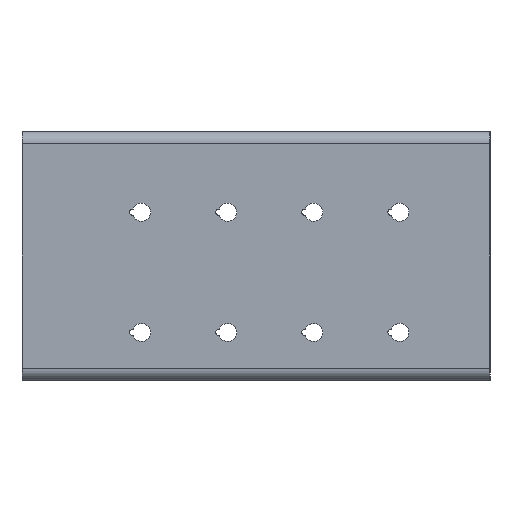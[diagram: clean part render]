
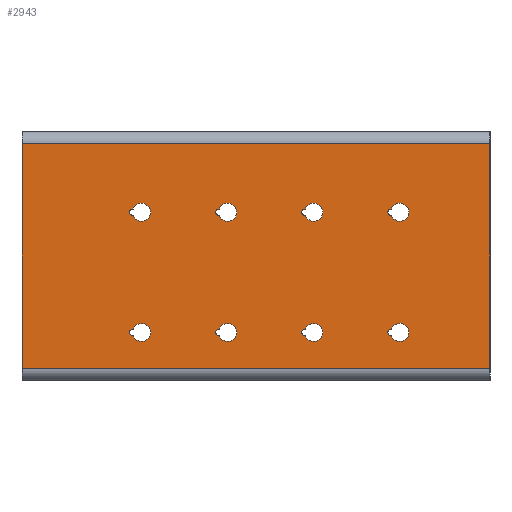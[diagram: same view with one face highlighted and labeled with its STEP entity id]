
A CAD part, left-side view. The second image highlights one B-rep face of the part: STEP entity #2943.
In plain terms, the highlighted planar face has unit normal (-1, 0, 0).
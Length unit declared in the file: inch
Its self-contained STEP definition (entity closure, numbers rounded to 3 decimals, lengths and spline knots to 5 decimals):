
#41=FACE_BOUND('',#344,.T.);
#42=FACE_BOUND('',#345,.T.);
#43=FACE_BOUND('',#346,.T.);
#44=FACE_BOUND('',#347,.T.);
#45=FACE_BOUND('',#348,.T.);
#46=FACE_BOUND('',#349,.T.);
#47=FACE_BOUND('',#350,.T.);
#48=FACE_BOUND('',#351,.T.);
#101=PLANE('',#3172);
#165=FACE_OUTER_BOUND('',#343,.T.);
#343=EDGE_LOOP('',(#2062,#2063,#2064,#2065));
#344=EDGE_LOOP('',(#2066,#2067));
#345=EDGE_LOOP('',(#2068,#2069));
#346=EDGE_LOOP('',(#2070,#2071));
#347=EDGE_LOOP('',(#2072,#2073));
#348=EDGE_LOOP('',(#2074,#2075));
#349=EDGE_LOOP('',(#2076,#2077));
#350=EDGE_LOOP('',(#2078,#2079));
#351=EDGE_LOOP('',(#2080,#2081));
#545=LINE('',#4396,#792);
#560=LINE('',#4524,#807);
#566=LINE('',#4541,#813);
#576=LINE('',#4576,#823);
#792=VECTOR('',#3455,0.3937);
#807=VECTOR('',#3572,0.3937);
#813=VECTOR('',#3586,0.3937);
#823=VECTOR('',#3622,0.3937);
#1097=CIRCLE('',#3170,0.025);
#1099=CIRCLE('',#3173,0.025);
#1100=CIRCLE('',#3174,0.075);
#1101=CIRCLE('',#3175,0.025);
#1102=CIRCLE('',#3176,0.075);
#1103=CIRCLE('',#3177,0.025);
#1104=CIRCLE('',#3178,0.075);
#1105=CIRCLE('',#3179,0.025);
#1106=CIRCLE('',#3180,0.075);
#1107=CIRCLE('',#3181,0.025);
#1108=CIRCLE('',#3182,0.075);
#1109=CIRCLE('',#3183,0.025);
#1110=CIRCLE('',#3184,0.075);
#1111=CIRCLE('',#3185,0.025);
#1112=CIRCLE('',#3186,0.075);
#1113=CIRCLE('',#3187,0.075);
#1232=VERTEX_POINT('',#4393);
#1233=VERTEX_POINT('',#4395);
#1295=VERTEX_POINT('',#4523);
#1302=VERTEX_POINT('',#4540);
#1311=VERTEX_POINT('',#4567);
#1313=VERTEX_POINT('',#4570);
#1315=VERTEX_POINT('',#4577);
#1316=VERTEX_POINT('',#4578);
#1317=VERTEX_POINT('',#4581);
#1318=VERTEX_POINT('',#4582);
#1319=VERTEX_POINT('',#4585);
#1320=VERTEX_POINT('',#4586);
#1321=VERTEX_POINT('',#4589);
#1322=VERTEX_POINT('',#4590);
#1323=VERTEX_POINT('',#4593);
#1324=VERTEX_POINT('',#4594);
#1325=VERTEX_POINT('',#4597);
#1326=VERTEX_POINT('',#4598);
#1327=VERTEX_POINT('',#4601);
#1328=VERTEX_POINT('',#4602);
#1522=EDGE_CURVE('',#1232,#1233,#545,.T.);
#1586=EDGE_CURVE('',#1233,#1295,#560,.T.);
#1595=EDGE_CURVE('',#1295,#1302,#566,.T.);
#1609=EDGE_CURVE('',#1313,#1311,#1097,.T.);
#1612=EDGE_CURVE('',#1302,#1232,#576,.T.);
#1613=EDGE_CURVE('',#1315,#1316,#1099,.T.);
#1614=EDGE_CURVE('',#1316,#1315,#1100,.T.);
#1615=EDGE_CURVE('',#1317,#1318,#1101,.T.);
#1616=EDGE_CURVE('',#1318,#1317,#1102,.T.);
#1617=EDGE_CURVE('',#1319,#1320,#1103,.T.);
#1618=EDGE_CURVE('',#1320,#1319,#1104,.T.);
#1619=EDGE_CURVE('',#1321,#1322,#1105,.T.);
#1620=EDGE_CURVE('',#1322,#1321,#1106,.T.);
#1621=EDGE_CURVE('',#1323,#1324,#1107,.T.);
#1622=EDGE_CURVE('',#1324,#1323,#1108,.T.);
#1623=EDGE_CURVE('',#1325,#1326,#1109,.T.);
#1624=EDGE_CURVE('',#1326,#1325,#1110,.T.);
#1625=EDGE_CURVE('',#1327,#1328,#1111,.T.);
#1626=EDGE_CURVE('',#1328,#1327,#1112,.T.);
#1627=EDGE_CURVE('',#1311,#1313,#1113,.T.);
#2062=ORIENTED_EDGE('',*,*,#1522,.F.);
#2063=ORIENTED_EDGE('',*,*,#1612,.F.);
#2064=ORIENTED_EDGE('',*,*,#1595,.F.);
#2065=ORIENTED_EDGE('',*,*,#1586,.F.);
#2066=ORIENTED_EDGE('',*,*,#1613,.T.);
#2067=ORIENTED_EDGE('',*,*,#1614,.T.);
#2068=ORIENTED_EDGE('',*,*,#1615,.T.);
#2069=ORIENTED_EDGE('',*,*,#1616,.T.);
#2070=ORIENTED_EDGE('',*,*,#1617,.T.);
#2071=ORIENTED_EDGE('',*,*,#1618,.T.);
#2072=ORIENTED_EDGE('',*,*,#1619,.T.);
#2073=ORIENTED_EDGE('',*,*,#1620,.T.);
#2074=ORIENTED_EDGE('',*,*,#1621,.T.);
#2075=ORIENTED_EDGE('',*,*,#1622,.T.);
#2076=ORIENTED_EDGE('',*,*,#1623,.T.);
#2077=ORIENTED_EDGE('',*,*,#1624,.T.);
#2078=ORIENTED_EDGE('',*,*,#1625,.T.);
#2079=ORIENTED_EDGE('',*,*,#1626,.T.);
#2080=ORIENTED_EDGE('',*,*,#1609,.T.);
#2081=ORIENTED_EDGE('',*,*,#1627,.T.);
#2943=ADVANCED_FACE('',(#165,#41,#42,#43,#44,#45,#46,#47,#48),#101,.T.);
#3170=AXIS2_PLACEMENT_3D('',#4571,#3615,#3616);
#3172=AXIS2_PLACEMENT_3D('',#4575,#3620,#3621);
#3173=AXIS2_PLACEMENT_3D('',#4579,#3623,#3624);
#3174=AXIS2_PLACEMENT_3D('',#4580,#3625,#3626);
#3175=AXIS2_PLACEMENT_3D('',#4583,#3627,#3628);
#3176=AXIS2_PLACEMENT_3D('',#4584,#3629,#3630);
#3177=AXIS2_PLACEMENT_3D('',#4587,#3631,#3632);
#3178=AXIS2_PLACEMENT_3D('',#4588,#3633,#3634);
#3179=AXIS2_PLACEMENT_3D('',#4591,#3635,#3636);
#3180=AXIS2_PLACEMENT_3D('',#4592,#3637,#3638);
#3181=AXIS2_PLACEMENT_3D('',#4595,#3639,#3640);
#3182=AXIS2_PLACEMENT_3D('',#4596,#3641,#3642);
#3183=AXIS2_PLACEMENT_3D('',#4599,#3643,#3644);
#3184=AXIS2_PLACEMENT_3D('',#4600,#3645,#3646);
#3185=AXIS2_PLACEMENT_3D('',#4603,#3647,#3648);
#3186=AXIS2_PLACEMENT_3D('',#4604,#3649,#3650);
#3187=AXIS2_PLACEMENT_3D('',#4605,#3651,#3652);
#3455=DIRECTION('',(0.,-1.,0.));
#3572=DIRECTION('',(0.,0.,-1.));
#3586=DIRECTION('',(0.,1.,0.));
#3615=DIRECTION('center_axis',(1.,0.,0.));
#3616=DIRECTION('ref_axis',(0.,1.,0.));
#3620=DIRECTION('center_axis',(-1.,0.,0.));
#3621=DIRECTION('ref_axis',(0.,0.,1.));
#3622=DIRECTION('',(0.,0.,1.));
#3623=DIRECTION('center_axis',(1.,0.,0.));
#3624=DIRECTION('ref_axis',(0.,1.,0.));
#3625=DIRECTION('center_axis',(1.,0.,0.));
#3626=DIRECTION('ref_axis',(0.,1.,0.));
#3627=DIRECTION('center_axis',(1.,0.,0.));
#3628=DIRECTION('ref_axis',(0.,1.,0.));
#3629=DIRECTION('center_axis',(1.,0.,0.));
#3630=DIRECTION('ref_axis',(0.,1.,0.));
#3631=DIRECTION('center_axis',(1.,0.,0.));
#3632=DIRECTION('ref_axis',(0.,1.,0.));
#3633=DIRECTION('center_axis',(1.,0.,0.));
#3634=DIRECTION('ref_axis',(0.,1.,0.));
#3635=DIRECTION('center_axis',(1.,0.,0.));
#3636=DIRECTION('ref_axis',(0.,1.,0.));
#3637=DIRECTION('center_axis',(1.,0.,0.));
#3638=DIRECTION('ref_axis',(0.,1.,0.));
#3639=DIRECTION('center_axis',(1.,0.,0.));
#3640=DIRECTION('ref_axis',(0.,1.,0.));
#3641=DIRECTION('center_axis',(1.,0.,0.));
#3642=DIRECTION('ref_axis',(0.,1.,0.));
#3643=DIRECTION('center_axis',(1.,0.,0.));
#3644=DIRECTION('ref_axis',(0.,1.,0.));
#3645=DIRECTION('center_axis',(1.,0.,0.));
#3646=DIRECTION('ref_axis',(0.,1.,0.));
#3647=DIRECTION('center_axis',(1.,0.,0.));
#3648=DIRECTION('ref_axis',(0.,1.,0.));
#3649=DIRECTION('center_axis',(1.,0.,0.));
#3650=DIRECTION('ref_axis',(0.,1.,0.));
#3651=DIRECTION('center_axis',(1.,0.,0.));
#3652=DIRECTION('ref_axis',(0.,1.,0.));
#4393=CARTESIAN_POINT('',(-0.125,0.125,1.107));
#4395=CARTESIAN_POINT('',(-0.125,-3.77,1.107));
#4396=CARTESIAN_POINT('',(-0.125,0.,1.107));
#4523=CARTESIAN_POINT('',(-0.125,-3.77,-0.765));
#4524=CARTESIAN_POINT('',(-0.125,-3.77,-0.865));
#4540=CARTESIAN_POINT('',(-0.125,0.125,-0.765));
#4541=CARTESIAN_POINT('',(-0.125,0.,-0.765));
#4567=CARTESIAN_POINT('',(-0.125,-0.79917,0.55965));
#4570=CARTESIAN_POINT('',(-0.125,-0.79917,0.51035));
#4571=CARTESIAN_POINT('Origin',(-0.125,-0.795,0.535));
#4575=CARTESIAN_POINT('Origin',(-0.125,0.,-0.865));
#4576=CARTESIAN_POINT('',(-0.125,0.125,-0.865));
#4577=CARTESIAN_POINT('',(-0.125,-1.51583,0.51035));
#4578=CARTESIAN_POINT('',(-0.125,-1.51583,0.55965));
#4579=CARTESIAN_POINT('Origin',(-0.125,-1.51167,0.535));
#4580=CARTESIAN_POINT('Origin',(-0.125,-1.58667,0.535));
#4581=CARTESIAN_POINT('',(-0.125,-2.94917,0.51035));
#4582=CARTESIAN_POINT('',(-0.125,-2.94917,0.55965));
#4583=CARTESIAN_POINT('Origin',(-0.125,-2.945,0.535));
#4584=CARTESIAN_POINT('Origin',(-0.125,-3.02,0.535));
#4585=CARTESIAN_POINT('',(-0.125,-1.51583,-0.48965));
#4586=CARTESIAN_POINT('',(-0.125,-1.51583,-0.44035));
#4587=CARTESIAN_POINT('Origin',(-0.125,-1.51167,-0.465));
#4588=CARTESIAN_POINT('Origin',(-0.125,-1.58667,-0.465));
#4589=CARTESIAN_POINT('',(-0.125,-2.94917,-0.48965));
#4590=CARTESIAN_POINT('',(-0.125,-2.94917,-0.44035));
#4591=CARTESIAN_POINT('Origin',(-0.125,-2.945,-0.465));
#4592=CARTESIAN_POINT('Origin',(-0.125,-3.02,-0.465));
#4593=CARTESIAN_POINT('',(-0.125,-2.2325,-0.48965));
#4594=CARTESIAN_POINT('',(-0.125,-2.2325,-0.44035));
#4595=CARTESIAN_POINT('Origin',(-0.125,-2.22833,-0.465));
#4596=CARTESIAN_POINT('Origin',(-0.125,-2.30333,-0.465));
#4597=CARTESIAN_POINT('',(-0.125,-0.79917,-0.48965));
#4598=CARTESIAN_POINT('',(-0.125,-0.79917,-0.44035));
#4599=CARTESIAN_POINT('Origin',(-0.125,-0.795,-0.465));
#4600=CARTESIAN_POINT('Origin',(-0.125,-0.87,-0.465));
#4601=CARTESIAN_POINT('',(-0.125,-2.2325,0.51035));
#4602=CARTESIAN_POINT('',(-0.125,-2.2325,0.55965));
#4603=CARTESIAN_POINT('Origin',(-0.125,-2.22833,0.535));
#4604=CARTESIAN_POINT('Origin',(-0.125,-2.30333,0.535));
#4605=CARTESIAN_POINT('Origin',(-0.125,-0.87,0.535));
